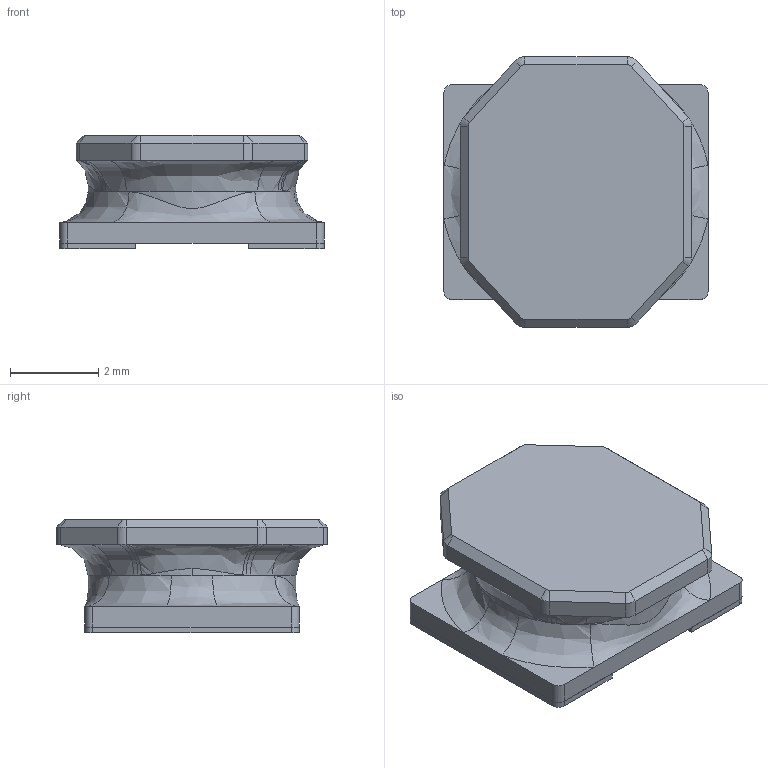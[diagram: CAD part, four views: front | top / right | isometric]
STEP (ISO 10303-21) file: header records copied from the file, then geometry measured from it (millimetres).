
FILE_DESCRIPTION (( 'STEP AP214' ), '1' );
FILE_NAME ('User Library-DJNR6028.STEP', '2019-02-21T13:17:11', ( '' ), ( '' ), 'SwSTEP 2.0', 'SolidWorks 2019', '' );
FILE_SCHEMA (( 'AUTOMOTIVE_DESIGN' ));
Length unit declared in the file: millimetre
Products named in the file (4): User Library-DJNR6028; User Library-DJNR6028_Part2_2; User Library-DJNR6028_Part1; User Library-DJNR6028_Part2
Assembly tree (3 placements, depth 2):
  User Library-DJNR6028
    User Library-DJNR6028_Part1
    User Library-DJNR6028_Part2
    User Library-DJNR6028_Part2_2
Bounding box: 6 x 6.15 x 2.58 mm (x, y, z)
Volume: 59.2 mm3; surface area: 149.9 mm2
Topology: 3 solids, 3 shells, 94 faces, 224 edges, 136 vertices
Faces by surface type: plane 44, bspline 24, cylinder 18, cone 8
Entity records: 4258 total; most frequent: CARTESIAN_POINT 2018, ORIENTED_EDGE 448, DIRECTION 434, EDGE_CURVE 224, AXIS2_PLACEMENT_3D 158, VERTEX_POINT 136, LINE 118, VECTOR 118
